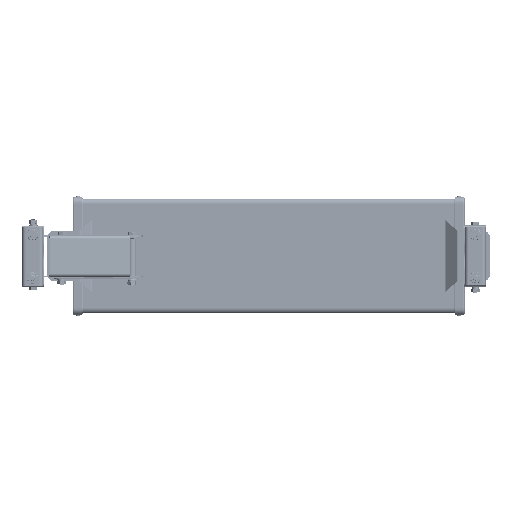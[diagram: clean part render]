
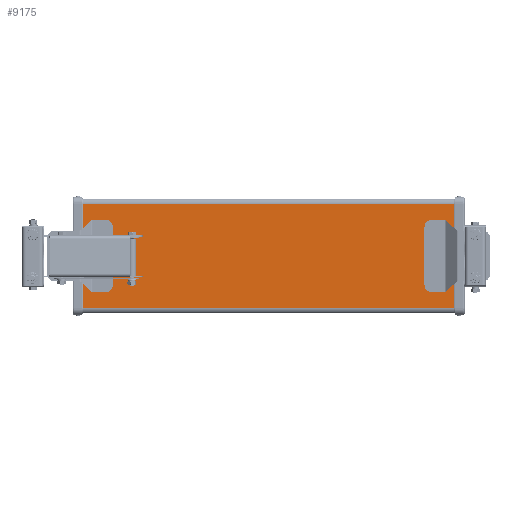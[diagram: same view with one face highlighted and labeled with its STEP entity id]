
A CAD part, front view. The second image highlights one B-rep face of the part: STEP entity #9175.
In plain terms, the highlighted planar face has unit normal (0, -1, 0).
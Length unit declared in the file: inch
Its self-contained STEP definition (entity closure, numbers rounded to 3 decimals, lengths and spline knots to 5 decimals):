
#1738 = CARTESIAN_POINT ( 'NONE',  ( -10.08625, 0.1, 2.84375 ) ) ;
#2392 = CIRCLE ( 'NONE', #49974, 0.125 ) ;
#2995 = VECTOR ( 'NONE', #67058, 39.37008 ) ;
#5664 = ORIENTED_EDGE ( 'NONE', *, *, #49088, .T. ) ;
#5916 = VECTOR ( 'NONE', #63621, 39.37008 ) ;
#6246 = DIRECTION ( 'NONE',  ( 0., -1., 0. ) ) ;
#8222 = EDGE_CURVE ( 'NONE', #53201, #53201, #58714, .T. ) ;
#8474 = ORIENTED_EDGE ( 'NONE', *, *, #32591, .T. ) ;
#9175 = ADVANCED_FACE ( 'NONE', ( #52518, #37938, #10466, #39646, #23400 ), #27896, .T. ) ;
#9577 = LINE ( 'NONE', #9760, #37060 ) ;
#9760 = CARTESIAN_POINT ( 'NONE',  ( 10.08625, 0.1, 2.84375 ) ) ;
#10466 = FACE_BOUND ( 'NONE', #53242, .T. ) ;
#14314 = DIRECTION ( 'NONE',  ( 0., -1., 0. ) ) ;
#15111 = EDGE_LOOP ( 'NONE', ( #37156, #68889, #5664, #8474 ) ) ;
#15326 = DIRECTION ( 'NONE',  ( 0., 0., 1. ) ) ;
#16363 = AXIS2_PLACEMENT_3D ( 'NONE', #31570, #69916, #37082 ) ;
#17659 = CARTESIAN_POINT ( 'NONE',  ( -10.15625, 0.1, -2.84375 ) ) ;
#18878 = CARTESIAN_POINT ( 'NONE',  ( 9.18025, 0.1, -1.3061 ) ) ;
#19655 = VERTEX_POINT ( 'NONE', #66251 ) ;
#20458 = AXIS2_PLACEMENT_3D ( 'NONE', #58229, #25383, #63754 ) ;
#20647 = CARTESIAN_POINT ( 'NONE',  ( -9.18025, 0.1, 1.1811 ) ) ;
#21923 = EDGE_CURVE ( 'NONE', #19655, #19655, #53634, .T. ) ;
#22388 = VERTEX_POINT ( 'NONE', #29816 ) ;
#23400 = FACE_OUTER_BOUND ( 'NONE', #15111, .T. ) ;
#24340 = VECTOR ( 'NONE', #28081, 39.37008 ) ;
#25383 = DIRECTION ( 'NONE',  ( 0., -1., 0. ) ) ;
#26179 = DIRECTION ( 'NONE',  ( 0., 0., -1. ) ) ;
#26209 = AXIS2_PLACEMENT_3D ( 'NONE', #47162, #14314, #52692 ) ;
#27896 = PLANE ( 'NONE',  #56426 ) ;
#28081 = DIRECTION ( 'NONE',  ( 1., 0., 0. ) ) ;
#29281 = VERTEX_POINT ( 'NONE', #62792 ) ;
#29816 = CARTESIAN_POINT ( 'NONE',  ( 10.08625, 0.1, -2.84375 ) ) ;
#30287 = CIRCLE ( 'NONE', #26209, 0.125 ) ;
#31570 = CARTESIAN_POINT ( 'NONE',  ( 9.18025, 0.1, 1.1811 ) ) ;
#32591 = EDGE_CURVE ( 'NONE', #22388, #29281, #9577, .T. ) ;
#35480 = EDGE_LOOP ( 'NONE', ( #38101 ) ) ;
#35626 = VERTEX_POINT ( 'NONE', #18878 ) ;
#37060 = VECTOR ( 'NONE', #15326, 39.37008 ) ;
#37082 = DIRECTION ( 'NONE',  ( 0., 0., -1. ) ) ;
#37156 = ORIENTED_EDGE ( 'NONE', *, *, #47042, .F. ) ;
#37938 = FACE_BOUND ( 'NONE', #67972, .T. ) ;
#38101 = ORIENTED_EDGE ( 'NONE', *, *, #43805, .F. ) ;
#39140 = CARTESIAN_POINT ( 'NONE',  ( -10.15625, 0.1, 2.84375 ) ) ;
#39621 = VERTEX_POINT ( 'NONE', #40334 ) ;
#39646 = FACE_BOUND ( 'NONE', #44481, .T. ) ;
#39808 = EDGE_CURVE ( 'NONE', #63614, #39621, #47986, .T. ) ;
#40334 = CARTESIAN_POINT ( 'NONE',  ( -10.08625, 0.1, -2.84375 ) ) ;
#41118 = ORIENTED_EDGE ( 'NONE', *, *, #8222, .F. ) ;
#42265 = EDGE_CURVE ( 'NONE', #44179, #44179, #2392, .T. ) ;
#43805 = EDGE_CURVE ( 'NONE', #35626, #35626, #30287, .T. ) ;
#43926 = CARTESIAN_POINT ( 'NONE',  ( -9.18025, 0.1, -1.3061 ) ) ;
#44179 = VERTEX_POINT ( 'NONE', #56774 ) ;
#44481 = EDGE_LOOP ( 'NONE', ( #44578 ) ) ;
#44578 = ORIENTED_EDGE ( 'NONE', *, *, #42265, .F. ) ;
#44635 = DIRECTION ( 'NONE',  ( 0., 0., -1. ) ) ;
#46830 = LINE ( 'NONE', #17659, #2995 ) ;
#47042 = EDGE_CURVE ( 'NONE', #63614, #29281, #51792, .T. ) ;
#47162 = CARTESIAN_POINT ( 'NONE',  ( 9.18025, 0.1, -1.1811 ) ) ;
#47986 = LINE ( 'NONE', #58331, #5916 ) ;
#49088 = EDGE_CURVE ( 'NONE', #39621, #22388, #46830, .T. ) ;
#49901 = CARTESIAN_POINT ( 'NONE',  ( -10.15625, 0.1, 2.84375 ) ) ;
#49974 = AXIS2_PLACEMENT_3D ( 'NONE', #20647, #59037, #26179 ) ;
#51792 = LINE ( 'NONE', #49901, #24340 ) ;
#52518 = FACE_BOUND ( 'NONE', #35480, .T. ) ;
#52692 = DIRECTION ( 'NONE',  ( 0., 0., -1. ) ) ;
#53201 = VERTEX_POINT ( 'NONE', #43926 ) ;
#53242 = EDGE_LOOP ( 'NONE', ( #41118 ) ) ;
#53634 = CIRCLE ( 'NONE', #16363, 0.125 ) ;
#56426 = AXIS2_PLACEMENT_3D ( 'NONE', #39140, #6246, #44635 ) ;
#56774 = CARTESIAN_POINT ( 'NONE',  ( -9.18025, 0.1, 1.0561 ) ) ;
#58229 = CARTESIAN_POINT ( 'NONE',  ( -9.18025, 0.1, -1.1811 ) ) ;
#58331 = CARTESIAN_POINT ( 'NONE',  ( -10.08625, 0.1, 2.84375 ) ) ;
#58714 = CIRCLE ( 'NONE', #20458, 0.125 ) ;
#59037 = DIRECTION ( 'NONE',  ( 0., -1., 0. ) ) ;
#62792 = CARTESIAN_POINT ( 'NONE',  ( 10.08625, 0.1, 2.84375 ) ) ;
#63614 = VERTEX_POINT ( 'NONE', #1738 ) ;
#63621 = DIRECTION ( 'NONE',  ( 0., 0., -1. ) ) ;
#63754 = DIRECTION ( 'NONE',  ( 0., 0., -1. ) ) ;
#64380 = ORIENTED_EDGE ( 'NONE', *, *, #21923, .F. ) ;
#66251 = CARTESIAN_POINT ( 'NONE',  ( 9.18025, 0.1, 1.0561 ) ) ;
#67058 = DIRECTION ( 'NONE',  ( 1., 0., 0. ) ) ;
#67972 = EDGE_LOOP ( 'NONE', ( #64380 ) ) ;
#68889 = ORIENTED_EDGE ( 'NONE', *, *, #39808, .T. ) ;
#69916 = DIRECTION ( 'NONE',  ( 0., -1., 0. ) ) ;
